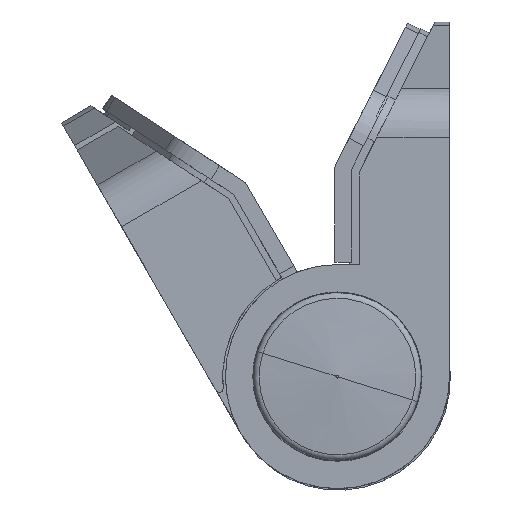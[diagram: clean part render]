
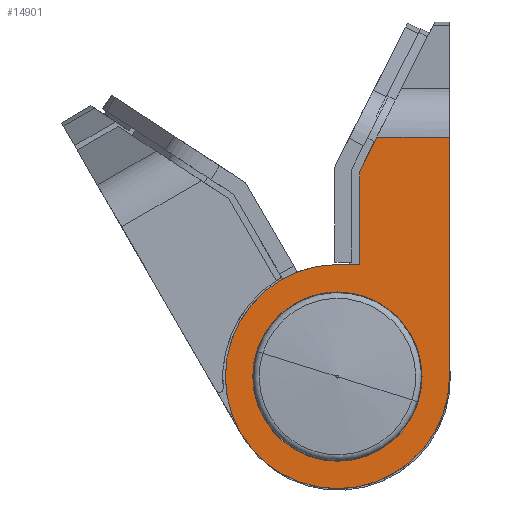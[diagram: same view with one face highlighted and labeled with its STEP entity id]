
A CAD part, front view. The second image highlights one B-rep face of the part: STEP entity #14901.
In plain terms, the highlighted planar face has unit normal (0, -1, 0).
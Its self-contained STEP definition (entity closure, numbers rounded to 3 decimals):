
#242 = EDGE_CURVE ( 'NONE', #22136, #17125, #28263, .T. ) ;
#569 = VECTOR ( 'NONE', #19394, 1000. ) ;
#1029 = CARTESIAN_POINT ( 'NONE',  ( 0., 1., 0. ) ) ;
#1758 = DIRECTION ( 'NONE',  ( 0., 0., 1. ) ) ;
#1953 = CIRCLE ( 'NONE', #26595, 9. ) ;
#2766 = DIRECTION ( 'NONE',  ( 0., 0., 1. ) ) ;
#2832 = CARTESIAN_POINT ( 'NONE',  ( 0., 1., 0. ) ) ;
#2852 = DIRECTION ( 'NONE',  ( 1., 0., 0. ) ) ;
#2869 = VERTEX_POINT ( 'NONE', #7146 ) ;
#3116 = CARTESIAN_POINT ( 'NONE',  ( 1.8, 1., 16.438 ) ) ;
#3808 = DIRECTION ( 'NONE',  ( 0., 0., 1. ) ) ;
#4867 = EDGE_CURVE ( 'NONE', #22589, #21217, #33244, .T. ) ;
#4962 = ORIENTED_EDGE ( 'NONE', *, *, #16147, .F. ) ;
#5479 = CARTESIAN_POINT ( 'NONE',  ( 1.8, 1., 8.999 ) ) ;
#7146 = CARTESIAN_POINT ( 'NONE',  ( 1.854, 1., 16.664 ) ) ;
#7174 = ORIENTED_EDGE ( 'NONE', *, *, #28924, .T. ) ;
#8488 = CARTESIAN_POINT ( 'NONE',  ( 0., 1., 0. ) ) ;
#8676 = EDGE_CURVE ( 'NONE', #21217, #18693, #24726, .T. ) ;
#8883 = VERTEX_POINT ( 'NONE', #3116 ) ;
#9176 = CARTESIAN_POINT ( 'NONE',  ( 3.158, 1., 19.24 ) ) ;
#9364 = DIRECTION ( 'NONE',  ( 0., -1., 0. ) ) ;
#9591 = EDGE_LOOP ( 'NONE', ( #10320, #26716 ) ) ;
#9941 = AXIS2_PLACEMENT_3D ( 'NONE', #2832, #9364, #2766 ) ;
#10320 = ORIENTED_EDGE ( 'NONE', *, *, #21672, .F. ) ;
#10507 = DIRECTION ( 'NONE',  ( 0., 0., -1. ) ) ;
#11135 = CARTESIAN_POINT ( 'NONE',  ( 9., 1., 29. ) ) ;
#12232 = CARTESIAN_POINT ( 'NONE',  ( 9., 1., 19.24 ) ) ;
#12878 = FACE_OUTER_BOUND ( 'NONE', #17150, .T. ) ;
#12955 = FACE_BOUND ( 'NONE', #9591, .T. ) ;
#14466 = CARTESIAN_POINT ( 'NONE',  ( 0., 1., 0. ) ) ;
#14795 = LINE ( 'NONE', #30501, #28504 ) ;
#14901 = ADVANCED_FACE ( 'NONE', ( #12878, #12955 ), #16786, .F. ) ;
#16147 = EDGE_CURVE ( 'NONE', #18693, #22879, #1953, .T. ) ;
#16369 = LINE ( 'NONE', #5479, #569 ) ;
#16786 = PLANE ( 'NONE',  #23839 ) ;
#16903 = CARTESIAN_POINT ( 'NONE',  ( 9., 1., 0. ) ) ;
#16907 = DIRECTION ( 'NONE',  ( 1., 0., 0. ) ) ;
#17125 = VERTEX_POINT ( 'NONE', #31395 ) ;
#17150 = EDGE_LOOP ( 'NONE', ( #22744, #7174, #21094, #21499, #4962, #24380, #18867 ) ) ;
#17298 = DIRECTION ( 'NONE',  ( 1., 0., 0. ) ) ;
#18535 = DIRECTION ( 'NONE',  ( 0., -1., 0. ) ) ;
#18693 = VERTEX_POINT ( 'NONE', #16903 ) ;
#18867 = ORIENTED_EDGE ( 'NONE', *, *, #4867, .F. ) ;
#19394 = DIRECTION ( 'NONE',  ( 0., 0., 1. ) ) ;
#20418 = DIRECTION ( 'NONE',  ( 1., 0., 0. ) ) ;
#20532 = DIRECTION ( 'NONE',  ( 0., -1., 0. ) ) ;
#21094 = ORIENTED_EDGE ( 'NONE', *, *, #24634, .F. ) ;
#21217 = VERTEX_POINT ( 'NONE', #12232 ) ;
#21499 = ORIENTED_EDGE ( 'NONE', *, *, #21650, .F. ) ;
#21650 = EDGE_CURVE ( 'NONE', #22879, #34680, #32291, .T. ) ;
#21672 = EDGE_CURVE ( 'NONE', #17125, #22136, #31419, .T. ) ;
#22136 = VERTEX_POINT ( 'NONE', #25074 ) ;
#22589 = VERTEX_POINT ( 'NONE', #9176 ) ;
#22704 = AXIS2_PLACEMENT_3D ( 'NONE', #1029, #20532, #3808 ) ;
#22744 = ORIENTED_EDGE ( 'NONE', *, *, #34353, .F. ) ;
#22879 = VERTEX_POINT ( 'NONE', #35244 ) ;
#23682 = CIRCLE ( 'NONE', #31991, 0.5 ) ;
#23839 = AXIS2_PLACEMENT_3D ( 'NONE', #8488, #33213, #16907 ) ;
#24380 = ORIENTED_EDGE ( 'NONE', *, *, #8676, .F. ) ;
#24634 = EDGE_CURVE ( 'NONE', #34680, #8883, #16369, .T. ) ;
#24726 = LINE ( 'NONE', #11135, #28522 ) ;
#25074 = CARTESIAN_POINT ( 'NONE',  ( 0., 1., -6.8 ) ) ;
#25098 = VECTOR ( 'NONE', #20418, 1000. ) ;
#26595 = AXIS2_PLACEMENT_3D ( 'NONE', #14466, #33595, #17298 ) ;
#26716 = ORIENTED_EDGE ( 'NONE', *, *, #242, .F. ) ;
#28263 = CIRCLE ( 'NONE', #9941, 6.8 ) ;
#28504 = VECTOR ( 'NONE', #33678, 1000. ) ;
#28522 = VECTOR ( 'NONE', #10507, 1000. ) ;
#28924 = EDGE_CURVE ( 'NONE', #2869, #8883, #23682, .T. ) ;
#29665 = CARTESIAN_POINT ( 'NONE',  ( 1.8, 1., 8.999 ) ) ;
#30501 = CARTESIAN_POINT ( 'NONE',  ( -5.239, 1., 2.652 ) ) ;
#30541 = CARTESIAN_POINT ( 'NONE',  ( 0., 1., 19.24 ) ) ;
#31395 = CARTESIAN_POINT ( 'NONE',  ( 0., 1., 6.8 ) ) ;
#31419 = CIRCLE ( 'NONE', #22704, 6.8 ) ;
#31991 = AXIS2_PLACEMENT_3D ( 'NONE', #34764, #18535, #1758 ) ;
#32291 = LINE ( 'NONE', #33940, #25098 ) ;
#33213 = DIRECTION ( 'NONE',  ( 0., 1., 0. ) ) ;
#33244 = LINE ( 'NONE', #30541, #33338 ) ;
#33338 = VECTOR ( 'NONE', #2852, 1000. ) ;
#33595 = DIRECTION ( 'NONE',  ( 0., 1., 0. ) ) ;
#33678 = DIRECTION ( 'NONE',  ( 0.452, 0., 0.892 ) ) ;
#33940 = CARTESIAN_POINT ( 'NONE',  ( -0.1, 1., 8.999 ) ) ;
#34353 = EDGE_CURVE ( 'NONE', #2869, #22589, #14795, .T. ) ;
#34680 = VERTEX_POINT ( 'NONE', #29665 ) ;
#34764 = CARTESIAN_POINT ( 'NONE',  ( 2.3, 1., 16.438 ) ) ;
#35244 = CARTESIAN_POINT ( 'NONE',  ( -0.1, 1., 8.999 ) ) ;
